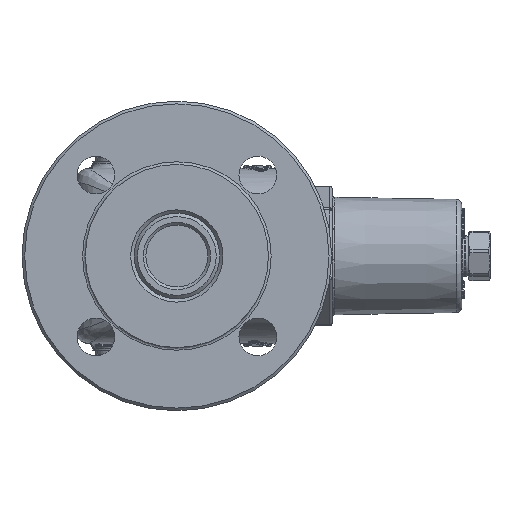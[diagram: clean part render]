
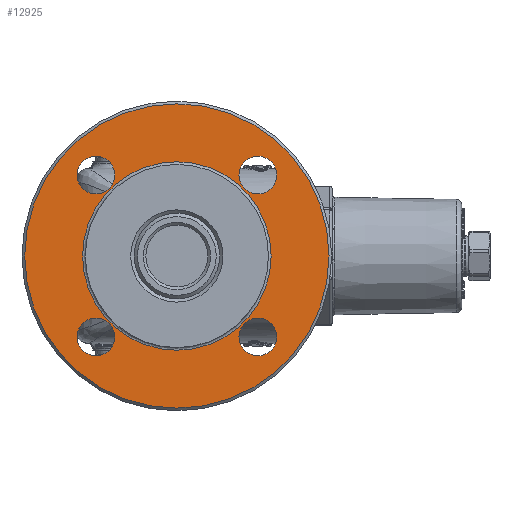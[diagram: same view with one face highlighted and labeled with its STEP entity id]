
A CAD part, left-side view. The second image highlights one B-rep face of the part: STEP entity #12925.
In plain terms, the highlighted planar face has unit normal (-1, 0, 0).
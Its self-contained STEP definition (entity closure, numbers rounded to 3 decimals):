
#3198=FACE_BOUND('',#4351,.T.);
#3199=FACE_BOUND('',#4352,.T.);
#3200=FACE_BOUND('',#4353,.T.);
#3201=FACE_BOUND('',#4354,.T.);
#3202=FACE_BOUND('',#4355,.T.);
#3494=FACE_OUTER_BOUND('',#4350,.T.);
#4350=EDGE_LOOP('',(#9856));
#4351=EDGE_LOOP('',(#9857));
#4352=EDGE_LOOP('',(#9858));
#4353=EDGE_LOOP('',(#9859));
#4354=EDGE_LOOP('',(#9860));
#4355=EDGE_LOOP('',(#9861));
#5106=CIRCLE('',#13817,56.5);
#5107=CIRCLE('',#13819,35.);
#5108=CIRCLE('',#13820,7.);
#5109=CIRCLE('',#13821,7.);
#5110=CIRCLE('',#13822,7.);
#5111=CIRCLE('',#13823,7.);
#5871=VERTEX_POINT('',#23774);
#5872=VERTEX_POINT('',#23777);
#5873=VERTEX_POINT('',#23779);
#5874=VERTEX_POINT('',#23781);
#5875=VERTEX_POINT('',#23783);
#5876=VERTEX_POINT('',#23785);
#7331=EDGE_CURVE('',#5871,#5871,#5106,.T.);
#7332=EDGE_CURVE('',#5872,#5872,#5107,.T.);
#7333=EDGE_CURVE('',#5873,#5873,#5108,.T.);
#7334=EDGE_CURVE('',#5874,#5874,#5109,.T.);
#7335=EDGE_CURVE('',#5875,#5875,#5110,.T.);
#7336=EDGE_CURVE('',#5876,#5876,#5111,.T.);
#9856=ORIENTED_EDGE('',*,*,#7331,.F.);
#9857=ORIENTED_EDGE('',*,*,#7332,.F.);
#9858=ORIENTED_EDGE('',*,*,#7333,.T.);
#9859=ORIENTED_EDGE('',*,*,#7334,.T.);
#9860=ORIENTED_EDGE('',*,*,#7335,.T.);
#9861=ORIENTED_EDGE('',*,*,#7336,.T.);
#12568=PLANE('',#13818);
#12925=ADVANCED_FACE('',(#3494,#3198,#3199,#3200,#3201,#3202),#12568,.T.);
#13817=AXIS2_PLACEMENT_3D('',#23775,#15185,#15186);
#13818=AXIS2_PLACEMENT_3D('',#23776,#15187,#15188);
#13819=AXIS2_PLACEMENT_3D('',#23778,#15189,#15190);
#13820=AXIS2_PLACEMENT_3D('',#23780,#15191,#15192);
#13821=AXIS2_PLACEMENT_3D('',#23782,#15193,#15194);
#13822=AXIS2_PLACEMENT_3D('',#23784,#15195,#15196);
#13823=AXIS2_PLACEMENT_3D('',#23786,#15197,#15198);
#15185=DIRECTION('center_axis',(1.,0.,0.));
#15186=DIRECTION('ref_axis',(0.,0.,
-1.));
#15187=DIRECTION('center_axis',(-1.,0.,0.));
#15188=DIRECTION('ref_axis',(0.,0.,-1.));
#15189=DIRECTION('center_axis',(-1.,0.,0.));
#15190=DIRECTION('ref_axis',(0.,0.,
-1.));
#15191=DIRECTION('center_axis',(1.,0.,0.));
#15192=DIRECTION('ref_axis',(0.,0.,
-1.));
#15193=DIRECTION('center_axis',(1.,0.,0.));
#15194=DIRECTION('ref_axis',(0.,-1.,0.));
#15195=DIRECTION('center_axis',(1.,0.,0.));
#15196=DIRECTION('ref_axis',(0.,1.,0.));
#15197=DIRECTION('center_axis',(1.,0.,0.));
#15198=DIRECTION('ref_axis',(0.,0.,
1.));
#23774=CARTESIAN_POINT('',(-78.,0.,56.5));
#23775=CARTESIAN_POINT('Origin',(-78.,0.,
0.));
#23776=CARTESIAN_POINT('Origin',(-78.,0.,
0.));
#23777=CARTESIAN_POINT('',(-78.,0.,35.));
#23778=CARTESIAN_POINT('Origin',(-78.,0.,
0.));
#23779=CARTESIAN_POINT('',(-78.,-30.052,37.052));
#23780=CARTESIAN_POINT('Origin',(-78.,-30.052,30.052));
#23781=CARTESIAN_POINT('',(-78.,37.052,30.052));
#23782=CARTESIAN_POINT('Origin',(-78.,30.052,30.052));
#23783=CARTESIAN_POINT('',(-78.,-37.052,-30.052));
#23784=CARTESIAN_POINT('Origin',(-78.,-30.052,-30.052));
#23785=CARTESIAN_POINT('',(-78.,30.052,-37.052));
#23786=CARTESIAN_POINT('Origin',(-78.,30.052,-30.052));
